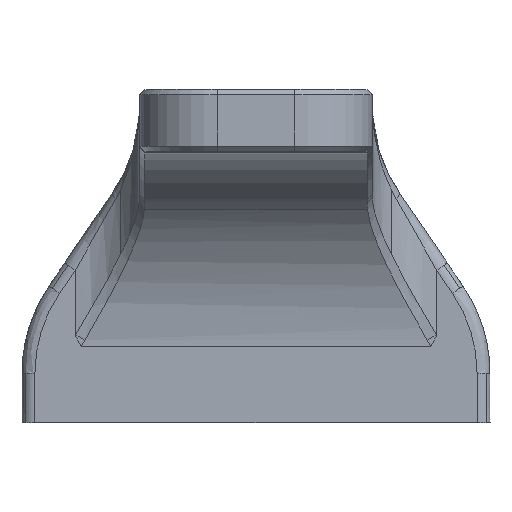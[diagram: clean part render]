
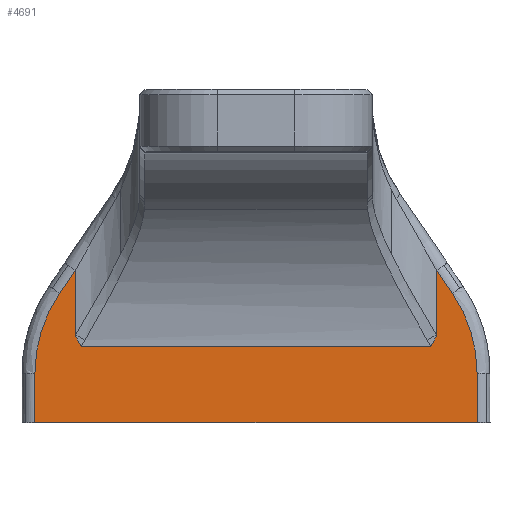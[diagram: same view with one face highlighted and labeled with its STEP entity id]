
A CAD part, top view. The second image highlights one B-rep face of the part: STEP entity #4691.
In plain terms, the highlighted planar face has unit normal (0, 0, 1).
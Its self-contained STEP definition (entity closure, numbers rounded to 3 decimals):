
#15 = ORIENTED_EDGE ( 'NONE', *, *, #3635, .F. ) ;
#123 = VERTEX_POINT ( 'NONE', #4819 ) ;
#154 = AXIS2_PLACEMENT_3D ( 'NONE', #2226, #4618, #3389 ) ;
#174 = VECTOR ( 'NONE', #2153, 1000. ) ;
#204 = CARTESIAN_POINT ( 'NONE',  ( 3.409, 84.37, -101.727 ) ) ;
#215 = CARTESIAN_POINT ( 'NONE',  ( 35.755, 74.376, -101.727 ) ) ;
#304 = EDGE_CURVE ( 'NONE', #1396, #3967, #3091, .T. ) ;
#316 = DIRECTION ( 'NONE',  ( 1., 0., 0. ) ) ;
#334 = LINE ( 'NONE', #5039, #5057 ) ;
#385 = CARTESIAN_POINT ( 'NONE',  ( 4.628, 86.16, -101.727 ) ) ;
#454 = EDGE_CURVE ( 'NONE', #2414, #4095, #1305, .T. ) ;
#455 = CARTESIAN_POINT ( 'NONE',  ( 4.145, 85.452, -101.727 ) ) ;
#488 = EDGE_CURVE ( 'NONE', #4796, #4759, #1572, .T. ) ;
#500 = DIRECTION ( 'NONE',  ( 0.5, 0.866, 0. ) ) ;
#506 = DIRECTION ( 'NONE',  ( 0.563, 0.826, 0. ) ) ;
#585 = VECTOR ( 'NONE', #4067, 1000. ) ;
#701 = ORIENTED_EDGE ( 'NONE', *, *, #972, .F. ) ;
#972 = EDGE_CURVE ( 'NONE', #2347, #123, #2530, .T. ) ;
#1126 = CARTESIAN_POINT ( 'NONE',  ( 35.755, 74.376, -101.727 ) ) ;
#1236 = CARTESIAN_POINT ( 'NONE',  ( 1.5, 74.376, -101.727 ) ) ;
#1281 = CARTESIAN_POINT ( 'NONE',  ( 35.755, 78.178, -101.727 ) ) ;
#1305 = LINE ( 'NONE', #4337, #585 ) ;
#1314 = CIRCLE ( 'NONE', #154, 11. ) ;
#1322 = EDGE_CURVE ( 'NONE', #3967, #2414, #3213, .T. ) ;
#1396 = VERTEX_POINT ( 'NONE', #4118 ) ;
#1478 = DIRECTION ( 'NONE',  ( 0., 0., 1. ) ) ;
#1505 = CIRCLE ( 'NONE', #4390, 11. ) ;
#1541 = VERTEX_POINT ( 'NONE', #204 ) ;
#1569 = VECTOR ( 'NONE', #2203, 1000. ) ;
#1572 = LINE ( 'NONE', #4362, #2702 ) ;
#1631 = CARTESIAN_POINT ( 'NONE',  ( 1.5, 78.178, -101.727 ) ) ;
#1684 = CARTESIAN_POINT ( 'NONE',  ( 32.397, 80.676, -101.727 ) ) ;
#1759 = CARTESIAN_POINT ( 'NONE',  ( 32.166, 80.276, -101.727 ) ) ;
#1862 = FACE_OUTER_BOUND ( 'NONE', #4029, .T. ) ;
#1865 = DIRECTION ( 'NONE',  ( -1., 0., 0. ) ) ;
#1943 = EDGE_CURVE ( 'NONE', #2132, #4796, #2657, .T. ) ;
#1963 = ORIENTED_EDGE ( 'NONE', *, *, #3198, .F. ) ;
#2084 = AXIS2_PLACEMENT_3D ( 'NONE', #3517, #1478, #316 ) ;
#2132 = VERTEX_POINT ( 'NONE', #215 ) ;
#2135 = EDGE_CURVE ( 'NONE', #4759, #1541, #1314, .T. ) ;
#2153 = DIRECTION ( 'NONE',  ( 0., -1., 0. ) ) ;
#2182 = DIRECTION ( 'NONE',  ( 0.295, -0.956, 0. ) ) ;
#2203 = DIRECTION ( 'NONE',  ( 0., -1., 0. ) ) ;
#2226 = CARTESIAN_POINT ( 'NONE',  ( 12.5, 78.178, -101.727 ) ) ;
#2324 = CARTESIAN_POINT ( 'NONE',  ( 32.628, 81.076, -101.727 ) ) ;
#2347 = VERTEX_POINT ( 'NONE', #385 ) ;
#2414 = VERTEX_POINT ( 'NONE', #2324 ) ;
#2497 = ORIENTED_EDGE ( 'NONE', *, *, #4608, .F. ) ;
#2530 = LINE ( 'NONE', #4122, #174 ) ;
#2657 = LINE ( 'NONE', #3049, #2985 ) ;
#2695 = DIRECTION ( 'NONE',  ( 1., 0., 0. ) ) ;
#2702 = VECTOR ( 'NONE', #2811, 1000. ) ;
#2811 = DIRECTION ( 'NONE',  ( 0., 1., 0. ) ) ;
#2865 = DIRECTION ( 'NONE',  ( 0.5, -0.866, 0. ) ) ;
#2895 = LINE ( 'NONE', #3723, #3810 ) ;
#2985 = VECTOR ( 'NONE', #1865, 1000. ) ;
#3012 = ORIENTED_EDGE ( 'NONE', *, *, #4901, .F. ) ;
#3030 = EDGE_CURVE ( 'NONE', #3214, #2132, #3782, .T. ) ;
#3049 = CARTESIAN_POINT ( 'NONE',  ( 36.755, 74.376, -101.727 ) ) ;
#3091 = LINE ( 'NONE', #4675, #3799 ) ;
#3198 = EDGE_CURVE ( 'NONE', #123, #1396, #2895, .T. ) ;
#3213 = LINE ( 'NONE', #1684, #3816 ) ;
#3214 = VERTEX_POINT ( 'NONE', #1281 ) ;
#3262 = ORIENTED_EDGE ( 'NONE', *, *, #488, .F. ) ;
#3389 = DIRECTION ( 'NONE',  ( -0.295, -0.956, 0. ) ) ;
#3517 = CARTESIAN_POINT ( 'NONE',  ( 0.5, 74.376, -101.727 ) ) ;
#3611 = ORIENTED_EDGE ( 'NONE', *, *, #1322, .F. ) ;
#3635 = EDGE_CURVE ( 'NONE', #1541, #2347, #4002, .T. ) ;
#3691 = ORIENTED_EDGE ( 'NONE', *, *, #454, .F. ) ;
#3723 = CARTESIAN_POINT ( 'NONE',  ( 4.858, 80.676, -101.727 ) ) ;
#3782 = LINE ( 'NONE', #1126, #1569 ) ;
#3787 = DIRECTION ( 'NONE',  ( 0., 0., -1. ) ) ;
#3799 = VECTOR ( 'NONE', #2695, 1000. ) ;
#3810 = VECTOR ( 'NONE', #2865, 1000. ) ;
#3816 = VECTOR ( 'NONE', #500, 1000. ) ;
#3967 = VERTEX_POINT ( 'NONE', #1759 ) ;
#4002 = LINE ( 'NONE', #455, #4217 ) ;
#4029 = EDGE_LOOP ( 'NONE', ( #4226, #2497, #3012, #3691, #3611, #4668, #1963, #701, #15, #4748, #3262, #4132 ) ) ;
#4067 = DIRECTION ( 'NONE',  ( 0., 1., 0. ) ) ;
#4095 = VERTEX_POINT ( 'NONE', #4645 ) ;
#4118 = CARTESIAN_POINT ( 'NONE',  ( 5.089, 80.276, -101.727 ) ) ;
#4122 = CARTESIAN_POINT ( 'NONE',  ( 4.628, 87.226, -101.727 ) ) ;
#4132 = ORIENTED_EDGE ( 'NONE', *, *, #1943, .F. ) ;
#4217 = VECTOR ( 'NONE', #506, 1000. ) ;
#4226 = ORIENTED_EDGE ( 'NONE', *, *, #3030, .F. ) ;
#4337 = CARTESIAN_POINT ( 'NONE',  ( 32.628, 87.226, -101.727 ) ) ;
#4362 = CARTESIAN_POINT ( 'NONE',  ( 1.5, 74.376, -101.727 ) ) ;
#4390 = AXIS2_PLACEMENT_3D ( 'NONE', #4597, #3787, #2182 ) ;
#4545 = CARTESIAN_POINT ( 'NONE',  ( 33.846, 84.37, -101.727 ) ) ;
#4591 = DIRECTION ( 'NONE',  ( 0.563, -0.826, 0. ) ) ;
#4597 = CARTESIAN_POINT ( 'NONE',  ( 24.755, 78.178, -101.727 ) ) ;
#4608 = EDGE_CURVE ( 'NONE', #4876, #3214, #1505, .T. ) ;
#4618 = DIRECTION ( 'NONE',  ( 0., 0., -1. ) ) ;
#4645 = CARTESIAN_POINT ( 'NONE',  ( 32.628, 86.16, -101.727 ) ) ;
#4668 = ORIENTED_EDGE ( 'NONE', *, *, #304, .F. ) ;
#4675 = CARTESIAN_POINT ( 'NONE',  ( 9.564, 80.276, -101.727 ) ) ;
#4691 = ADVANCED_FACE ( 'NONE', ( #1862 ), #5022, .T. ) ;
#4748 = ORIENTED_EDGE ( 'NONE', *, *, #2135, .F. ) ;
#4759 = VERTEX_POINT ( 'NONE', #1631 ) ;
#4796 = VERTEX_POINT ( 'NONE', #1236 ) ;
#4819 = CARTESIAN_POINT ( 'NONE',  ( 4.628, 81.076, -101.727 ) ) ;
#4876 = VERTEX_POINT ( 'NONE', #4545 ) ;
#4901 = EDGE_CURVE ( 'NONE', #4095, #4876, #334, .T. ) ;
#5022 = PLANE ( 'NONE',  #2084 ) ;
#5039 = CARTESIAN_POINT ( 'NONE',  ( 31.928, 87.186, -101.727 ) ) ;
#5057 = VECTOR ( 'NONE', #4591, 1000. ) ;
